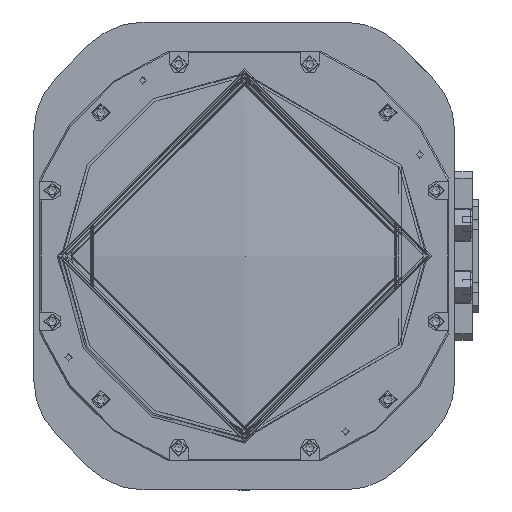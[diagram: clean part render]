
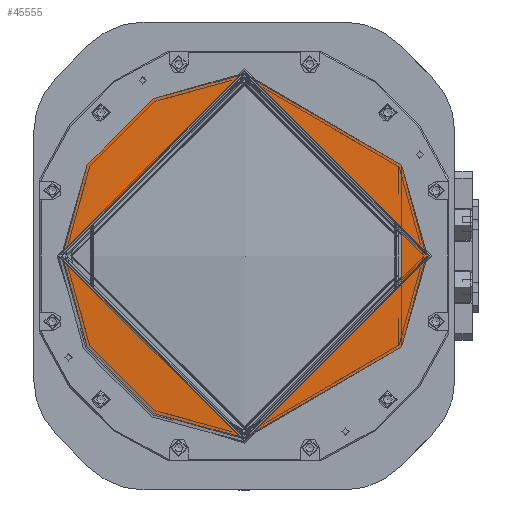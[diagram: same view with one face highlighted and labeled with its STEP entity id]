
A CAD part, left-side view. The second image highlights one B-rep face of the part: STEP entity #45555.
In plain terms, the highlighted conical face has half-angle 45 degrees and reference radius 58.65 mm.
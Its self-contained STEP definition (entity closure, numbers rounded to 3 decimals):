
#8617 = CARTESIAN_POINT ( 'NONE',  ( -368.879, 58.25, 0. ) ) ;
#10563 = FACE_BOUND ( 'NONE', #88425, .T. ) ;
#11072 = ORIENTED_EDGE ( 'NONE', *, *, #28405, .F. ) ;
#13076 = CIRCLE ( 'NONE', #134108, 58.65 ) ;
#20413 = DIRECTION ( 'NONE',  ( 1., 0., 0. ) ) ;
#28405 = EDGE_CURVE ( 'NONE', #76856, #76856, #13076, .T. ) ;
#44283 = CARTESIAN_POINT ( 'NONE',  ( -369.279, 0., 0. ) ) ;
#45555 = ADVANCED_FACE ( 'NONE', ( #131328, #10563 ), #158552, .F. ) ;
#64266 = ORIENTED_EDGE ( 'NONE', *, *, #168225, .F. ) ;
#76856 = VERTEX_POINT ( 'NONE', #103328 ) ;
#76957 = AXIS2_PLACEMENT_3D ( 'NONE', #158602, #78429, #104030 ) ;
#78182 = AXIS2_PLACEMENT_3D ( 'NONE', #135386, #107250, #120449 ) ;
#78429 = DIRECTION ( 'NONE',  ( -1., 0., 0. ) ) ;
#88425 = EDGE_LOOP ( 'NONE', ( #64266 ) ) ;
#103328 = CARTESIAN_POINT ( 'NONE',  ( -369.279, 0., 58.65 ) ) ;
#104030 = DIRECTION ( 'NONE',  ( 0., 0., 1. ) ) ;
#106991 = EDGE_LOOP ( 'NONE', ( #11072 ) ) ;
#107250 = DIRECTION ( 'NONE',  ( -1., 0., 0. ) ) ;
#114415 = VERTEX_POINT ( 'NONE', #8617 ) ;
#120449 = DIRECTION ( 'NONE',  ( 0., 1., 0. ) ) ;
#127946 = DIRECTION ( 'NONE',  ( 0., 0., 1. ) ) ;
#131328 = FACE_OUTER_BOUND ( 'NONE', #106991, .T. ) ;
#134108 = AXIS2_PLACEMENT_3D ( 'NONE', #44283, #20413, #127946 ) ;
#135386 = CARTESIAN_POINT ( 'NONE',  ( -368.879, 0., 0. ) ) ;
#148467 = CIRCLE ( 'NONE', #78182, 58.25 ) ;
#158552 = CONICAL_SURFACE ( 'NONE', #76957, 58.65, 0.785 ) ;
#158602 = CARTESIAN_POINT ( 'NONE',  ( -369.279, 0., 0. ) ) ;
#168225 = EDGE_CURVE ( 'NONE', #114415, #114415, #148467, .T. ) ;
